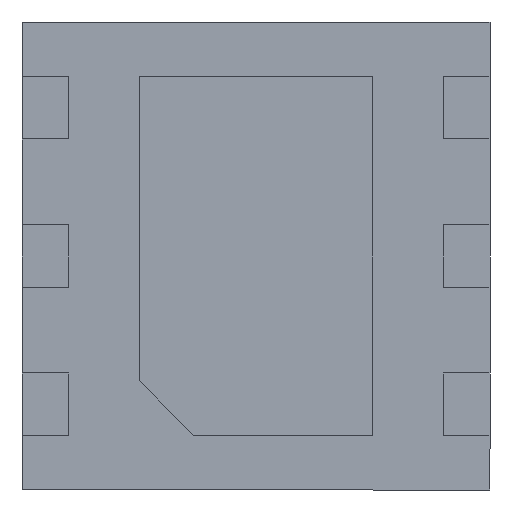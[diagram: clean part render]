
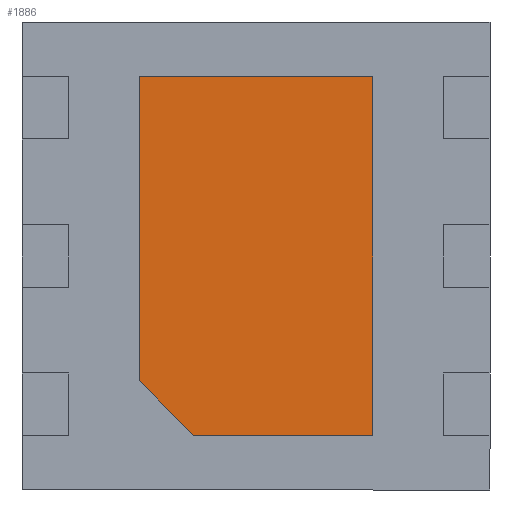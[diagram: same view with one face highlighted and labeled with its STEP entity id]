
A CAD part, front view. The second image highlights one B-rep face of the part: STEP entity #1886.
In plain terms, the highlighted planar face has unit normal (0, -1, 0).
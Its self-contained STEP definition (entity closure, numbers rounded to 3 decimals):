
#36 = ORIENTED_EDGE ( 'NONE', *, *, #2006, .T. ) ;
#143 = VERTEX_POINT ( 'NONE', #2266 ) ;
#173 = LINE ( 'NONE', #906, #855 ) ;
#293 = DIRECTION ( 'NONE',  ( 0., -1., 0. ) ) ;
#322 = CARTESIAN_POINT ( 'NONE',  ( 0.75, 0., 1.15 ) ) ;
#355 = EDGE_CURVE ( 'NONE', #1775, #2227, #173, .T. ) ;
#383 = CARTESIAN_POINT ( 'NONE',  ( 0.75, 0., -1.15 ) ) ;
#414 = CARTESIAN_POINT ( 'NONE',  ( 0.75, 0., -1.15 ) ) ;
#552 = DIRECTION ( 'NONE',  ( 0., 0., -1. ) ) ;
#555 = ORIENTED_EDGE ( 'NONE', *, *, #1321, .T. ) ;
#569 = LINE ( 'NONE', #383, #1078 ) ;
#661 = LINE ( 'NONE', #1335, #2272 ) ;
#708 = VECTOR ( 'NONE', #1279, 1000. ) ;
#778 = ORIENTED_EDGE ( 'NONE', *, *, #1143, .T. ) ;
#785 = ORIENTED_EDGE ( 'NONE', *, *, #1930, .T. ) ;
#855 = VECTOR ( 'NONE', #552, 1000. ) ;
#901 = DIRECTION ( 'NONE',  ( 0.707, 0., -0.707 ) ) ;
#906 = CARTESIAN_POINT ( 'NONE',  ( -0.75, 0., 1.15 ) ) ;
#998 = DIRECTION ( 'NONE',  ( 0., 0., -1. ) ) ;
#1033 = LINE ( 'NONE', #1213, #1595 ) ;
#1078 = VECTOR ( 'NONE', #1281, 1000. ) ;
#1143 = EDGE_CURVE ( 'NONE', #143, #1769, #569, .T. ) ;
#1163 = DIRECTION ( 'NONE',  ( 0., 0., 1. ) ) ;
#1213 = CARTESIAN_POINT ( 'NONE',  ( -0.75, 0., -0.8 ) ) ;
#1279 = DIRECTION ( 'NONE',  ( -1., 0., 0. ) ) ;
#1281 = DIRECTION ( 'NONE',  ( 1., 0., 0. ) ) ;
#1321 = EDGE_CURVE ( 'NONE', #1591, #1775, #1978, .T. ) ;
#1335 = CARTESIAN_POINT ( 'NONE',  ( 0.75, 0., 1.15 ) ) ;
#1361 = FACE_OUTER_BOUND ( 'NONE', #1603, .T. ) ;
#1461 = CARTESIAN_POINT ( 'NONE',  ( 0.75, 0., 1.15 ) ) ;
#1591 = VERTEX_POINT ( 'NONE', #322 ) ;
#1595 = VECTOR ( 'NONE', #901, 1000. ) ;
#1603 = EDGE_LOOP ( 'NONE', ( #555, #2016, #36, #778, #785 ) ) ;
#1630 = AXIS2_PLACEMENT_3D ( 'NONE', #2104, #293, #998 ) ;
#1688 = CARTESIAN_POINT ( 'NONE',  ( -0.75, 0., -0.8 ) ) ;
#1750 = PLANE ( 'NONE',  #1630 ) ;
#1769 = VERTEX_POINT ( 'NONE', #414 ) ;
#1775 = VERTEX_POINT ( 'NONE', #2046 ) ;
#1886 = ADVANCED_FACE ( 'NONE', ( #1361 ), #1750, .T. ) ;
#1930 = EDGE_CURVE ( 'NONE', #1769, #1591, #661, .T. ) ;
#1978 = LINE ( 'NONE', #1461, #708 ) ;
#2006 = EDGE_CURVE ( 'NONE', #2227, #143, #1033, .T. ) ;
#2016 = ORIENTED_EDGE ( 'NONE', *, *, #355, .T. ) ;
#2046 = CARTESIAN_POINT ( 'NONE',  ( -0.75, 0., 1.15 ) ) ;
#2104 = CARTESIAN_POINT ( 'NONE',  ( 0., 0., 0. ) ) ;
#2227 = VERTEX_POINT ( 'NONE', #1688 ) ;
#2266 = CARTESIAN_POINT ( 'NONE',  ( -0.4, 0., -1.15 ) ) ;
#2272 = VECTOR ( 'NONE', #1163, 1000. ) ;
